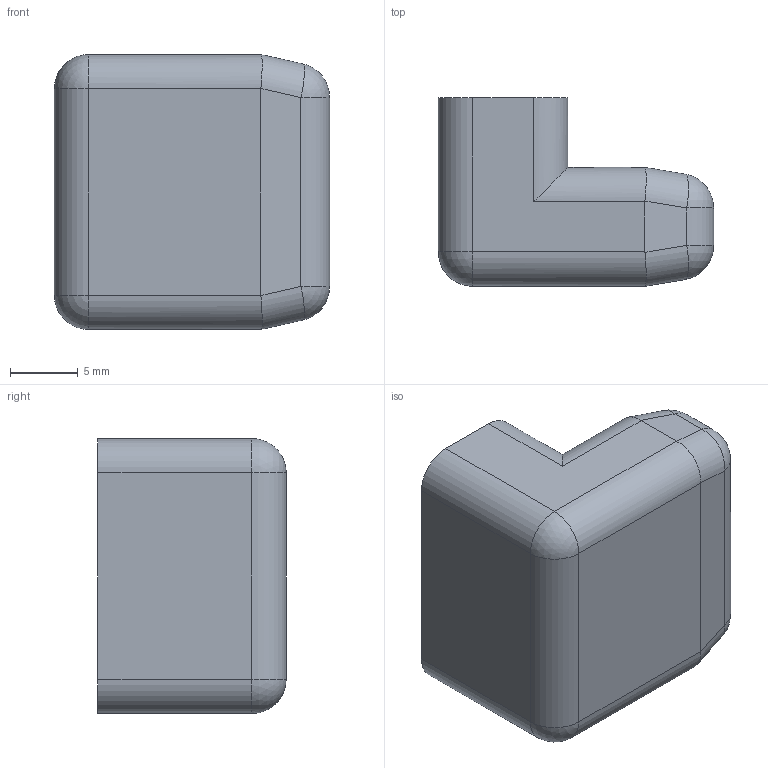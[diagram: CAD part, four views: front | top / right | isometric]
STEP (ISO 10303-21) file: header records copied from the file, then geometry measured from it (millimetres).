
FILE_DESCRIPTION (( 'STEP AP203' ), '1' );
FILE_NAME ('right_angle_hdmi_housing.step', '2019-10-07T21:35:33', ( '' ), ( '' ), 'SwSTEP 2.0', 'SolidWorks 2017', '' );
FILE_SCHEMA (( 'CONFIG_CONTROL_DESIGN' ));
Length unit declared in the file: inch
Products named in the file (1): right_angle_hdmi_housing
Bounding box: 20.35 x 13.92 x 20.32 mm (x, y, z)
Volume: 4292.9 mm3; surface area: 1607.2 mm2
Topology: 1 solids, 1 shells, 35 faces, 81 edges, 46 vertices
Faces by surface type: cylinder 17, plane 12, sphere 6
Entity records: 1086 total; most frequent: CARTESIAN_POINT 251, DIRECTION 159, ORIENTED_EDGE 158, EDGE_CURVE 79, AXIS2_PLACEMENT_3D 58, VERTEX_POINT 46, VECTOR 43, LINE 43
